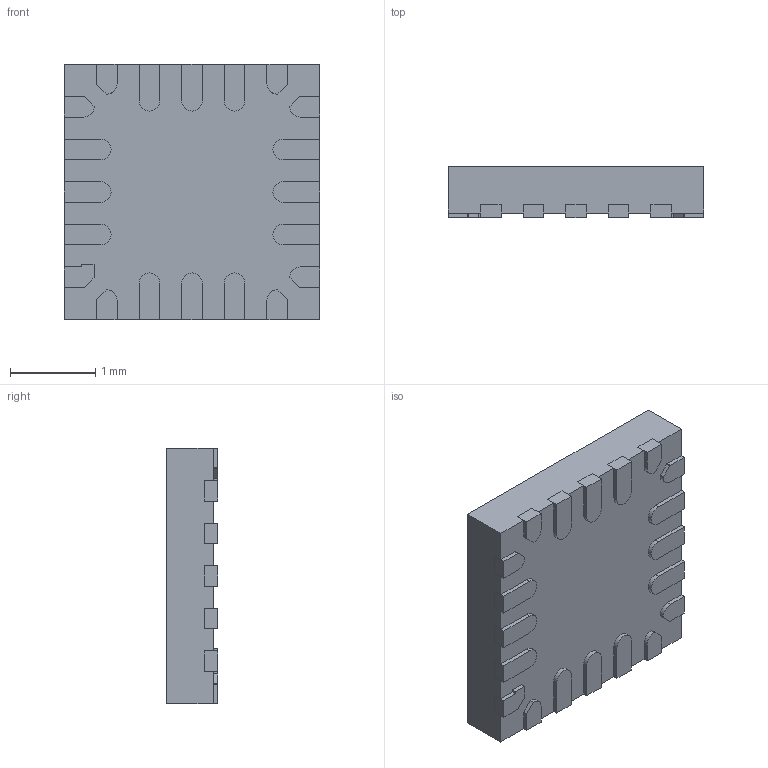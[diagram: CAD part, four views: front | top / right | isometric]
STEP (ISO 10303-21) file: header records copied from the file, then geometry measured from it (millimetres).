
FILE_DESCRIPTION (( 'STEP AP214' ), '1' );
FILE_NAME ('STM32C011F4U6TR.STEP', '2024-02-02T07:26:52', ( 'LENOVO' ), ( '' ), 'SwSTEP 2.0', 'SolidWorks 2021', '' );
FILE_SCHEMA (( 'AUTOMOTIVE_DESIGN' ));
Length unit declared in the file: millimetre
Products named in the file (1): STM32C011F4U6TR
Bounding box: 3 x 0.6 x 3 mm (x, y, z)
Volume: 5.1 mm3; surface area: 34.8 mm2
Topology: 22 solids, 22 shells, 261 faces, 648 edges, 432 vertices
Faces by surface type: plane 191, cylinder 70
Entity records: 7945 total; most frequent: CARTESIAN_POINT 1342, DIRECTION 1312, ORIENTED_EDGE 1296, EDGE_CURVE 648, LINE 508, VECTOR 508, VERTEX_POINT 432, AXIS2_PLACEMENT_3D 402
